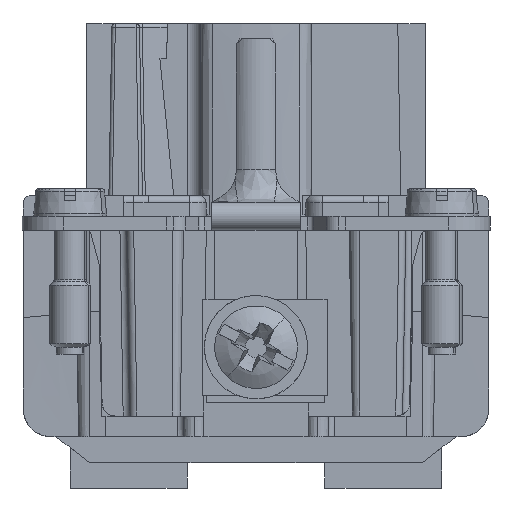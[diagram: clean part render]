
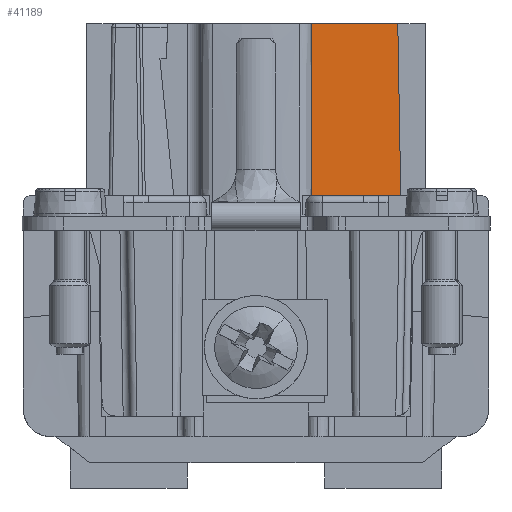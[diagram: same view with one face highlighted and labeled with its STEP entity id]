
A CAD part, front view. The second image highlights one B-rep face of the part: STEP entity #41189.
In plain terms, the highlighted planar face has unit normal (0, -1, 0.018).
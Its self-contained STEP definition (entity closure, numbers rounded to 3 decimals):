
#41168=AXIS2_PLACEMENT_3D('Plane Axis2P3D',#41165,#41166,#41167) ;
#34264=CARTESIAN_POINT('Vertex',(27.518,13.952,21.25)) ;
#34267=CARTESIAN_POINT('Line Origine',(24.264,13.952,21.25)) ;
#34271=CARTESIAN_POINT('Vertex',(21.01,13.952,21.25)) ;
#41151=CARTESIAN_POINT('Vertex',(27.3,14.171,33.75)) ;
#41155=CARTESIAN_POINT('Control Point',(27.518,13.952,21.25)) ;
#41156=CARTESIAN_POINT('Control Point',(27.3,14.171,33.75)) ;
#41165=CARTESIAN_POINT('Axis2P3D Location',(20.8,14.171,33.75)) ;
#41171=CARTESIAN_POINT('Control Point',(21.068,14.171,33.75)) ;
#41172=CARTESIAN_POINT('Control Point',(21.039,14.098,29.583)) ;
#41173=CARTESIAN_POINT('Control Point',(21.021,14.025,25.417)) ;
#41174=CARTESIAN_POINT('Control Point',(21.01,13.952,21.25)) ;
#41175=CARTESIAN_POINT('Vertex',(21.068,14.171,33.75)) ;
#41178=CARTESIAN_POINT('Line Origine',(24.15,14.171,33.75)) ;
#34268=DIRECTION('Vector Direction',(1.,0.,0.)) ;
#41166=DIRECTION('Axis2P3D Direction',(0.,1.,-0.017)) ;
#41167=DIRECTION('Axis2P3D XDirection',(1.,0.,0.)) ;
#41179=DIRECTION('Vector Direction',(1.,0.,0.)) ;
#34269=VECTOR('Line Direction',#34268,1.) ;
#41180=VECTOR('Line Direction',#41179,1.) ;
#41184=ORIENTED_EDGE('',*,*,#41177,.T.) ;
#41185=ORIENTED_EDGE('',*,*,#34273,.T.) ;
#41186=ORIENTED_EDGE('',*,*,#41157,.T.) ;
#41187=ORIENTED_EDGE('',*,*,#41182,.F.) ;
#41189=ADVANCED_FACE('Hauptk\X2\00F6\X0\rper',(#41188),#41169,.F.) ;
#41154=B_SPLINE_CURVE_WITH_KNOTS('',1,(#41155,#41156),.UNSPECIFIED.,.F.,.U.,(2,2),(-5.752,6.752),.UNSPECIFIED.) ;
#41170=B_SPLINE_CURVE_WITH_KNOTS('',3,(#41171,#41172,#41173,#41174),.UNSPECIFIED.,.F.,.U.,(4,4),(0.,17.681),.UNSPECIFIED.) ;
#34273=EDGE_CURVE('',#34272,#34265,#34270,.T.) ;
#41157=EDGE_CURVE('',#34265,#41152,#41154,.T.) ;
#41177=EDGE_CURVE('',#41176,#34272,#41170,.T.) ;
#41182=EDGE_CURVE('',#41176,#41152,#41181,.T.) ;
#41183=EDGE_LOOP('',(#41184,#41185,#41186,#41187)) ;
#41188=FACE_OUTER_BOUND('',#41183,.T.) ;
#34270=LINE('Line',#34267,#34269) ;
#41181=LINE('Line',#41178,#41180) ;
#41169=PLANE('',#41168) ;
#34265=VERTEX_POINT('',#34264) ;
#34272=VERTEX_POINT('',#34271) ;
#41152=VERTEX_POINT('',#41151) ;
#41176=VERTEX_POINT('',#41175) ;
